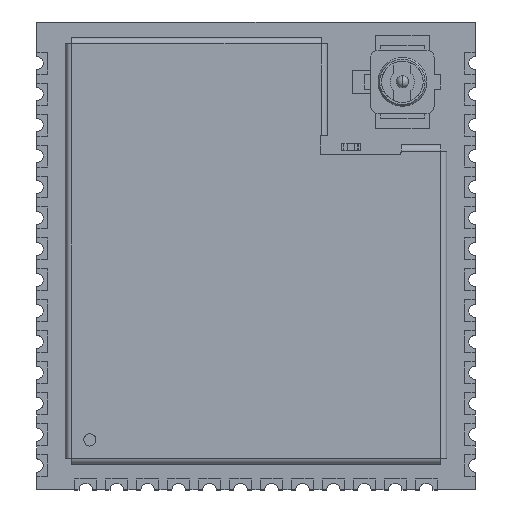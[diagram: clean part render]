
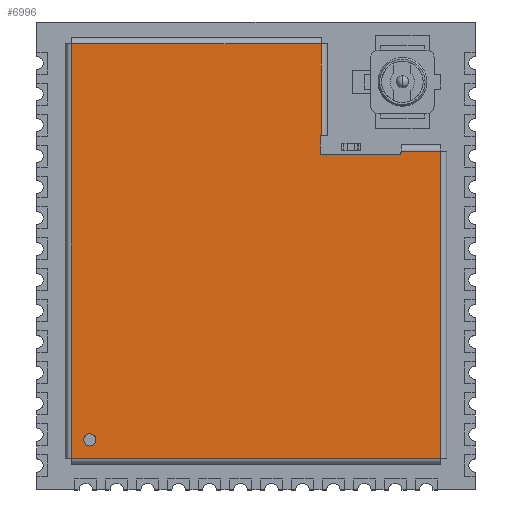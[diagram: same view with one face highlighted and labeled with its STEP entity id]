
A CAD part, top view. The second image highlights one B-rep face of the part: STEP entity #6996.
In plain terms, the highlighted planar face has unit normal (0, 0, 1).
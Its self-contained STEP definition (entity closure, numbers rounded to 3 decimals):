
#338 = PLANE ( 'NONE',  #70760 ) ;
#1513 = VERTEX_POINT ( 'NONE', #26786 ) ;
#2099 = ORIENTED_EDGE ( 'NONE', *, *, #26063, .T. ) ;
#3507 = CARTESIAN_POINT ( 'NONE',  ( 10.45, 13.4, 2.4 ) ) ;
#4942 = VECTOR ( 'NONE', #39464, 1000. ) ;
#5536 = EDGE_CURVE ( 'NONE', #53991, #26827, #23690, .T. ) ;
#5901 = CARTESIAN_POINT ( 'NONE',  ( 13.77, 12.8, 2.4 ) ) ;
#6027 = CARTESIAN_POINT ( 'NONE',  ( 0., 17.25, 2.4 ) ) ;
#6380 = VECTOR ( 'NONE', #48086, 1000. ) ;
#6668 = LINE ( 'NONE', #36354, #6380 ) ;
#6800 = ORIENTED_EDGE ( 'NONE', *, *, #59613, .T. ) ;
#6876 = VECTOR ( 'NONE', #7940, 1000. ) ;
#6996 = ADVANCED_FACE ( 'NONE', ( #12117, #18742 ), #338, .F. ) ;
#7940 = DIRECTION ( 'NONE',  ( 0., -1., 0. ) ) ;
#7970 = VERTEX_POINT ( 'NONE', #50881 ) ;
#8118 = VERTEX_POINT ( 'NONE', #45764 ) ;
#8682 = VERTEX_POINT ( 'NONE', #42438 ) ;
#10408 = EDGE_CURVE ( 'NONE', #8118, #7970, #28737, .T. ) ;
#11315 = CIRCLE ( 'NONE', #43726, 0.25 ) ;
#12117 = FACE_OUTER_BOUND ( 'NONE', #68417, .T. ) ;
#12194 = VECTOR ( 'NONE', #29127, 1000. ) ;
#12239 = DIRECTION ( 'NONE',  ( -1., 0., 0. ) ) ;
#12579 = VECTOR ( 'NONE', #28797, 1000. ) ;
#13005 = CARTESIAN_POINT ( 'NONE',  ( 13.77, -0.1, 2.4 ) ) ;
#13147 = EDGE_CURVE ( 'NONE', #45181, #8118, #20067, .T. ) ;
#13931 = ORIENTED_EDGE ( 'NONE', *, *, #5536, .F. ) ;
#15300 = CARTESIAN_POINT ( 'NONE',  ( 10.55, 12.8, 2.4 ) ) ;
#16037 = CARTESIAN_POINT ( 'NONE',  ( 10.55, 13.4, 2.4 ) ) ;
#16698 = ORIENTED_EDGE ( 'NONE', *, *, #76377, .T. ) ;
#16966 = ORIENTED_EDGE ( 'NONE', *, *, #63317, .T. ) ;
#17125 = EDGE_CURVE ( 'NONE', #7970, #28965, #37443, .T. ) ;
#17659 = VERTEX_POINT ( 'NONE', #58472 ) ;
#17754 = ORIENTED_EDGE ( 'NONE', *, *, #73307, .T. ) ;
#18106 = LINE ( 'NONE', #6027, #27294 ) ;
#18742 = FACE_BOUND ( 'NONE', #23590, .T. ) ;
#19199 = DIRECTION ( 'NONE',  ( 0., 0., -1. ) ) ;
#20067 = LINE ( 'NONE', #50540, #57468 ) ;
#20631 = CARTESIAN_POINT ( 'NONE',  ( 0.25, -0.1, 2.4 ) ) ;
#21017 = ORIENTED_EDGE ( 'NONE', *, *, #13147, .T. ) ;
#23590 = EDGE_LOOP ( 'NONE', ( #38454, #77027 ) ) ;
#23690 = LINE ( 'NONE', #70169, #12579 ) ;
#24402 = CARTESIAN_POINT ( 'NONE',  ( 13.67, 12.7, 2.4 ) ) ;
#25619 = EDGE_CURVE ( 'NONE', #38874, #27248, #56275, .T. ) ;
#26063 = EDGE_CURVE ( 'NONE', #8682, #45181, #74092, .T. ) ;
#26617 = EDGE_CURVE ( 'NONE', #17659, #76815, #11315, .T. ) ;
#26786 = CARTESIAN_POINT ( 'NONE',  ( 10.5, 13.487, 2.4 ) ) ;
#26827 = VERTEX_POINT ( 'NONE', #24402 ) ;
#27248 = VERTEX_POINT ( 'NONE', #27802 ) ;
#27294 = VECTOR ( 'NONE', #12239, 1000. ) ;
#27802 = CARTESIAN_POINT ( 'NONE',  ( 10.45, 12.8, 2.4 ) ) ;
#28737 = LINE ( 'NONE', #76334, #12194 ) ;
#28797 = DIRECTION ( 'NONE',  ( 1., 0., 0. ) ) ;
#28965 = VERTEX_POINT ( 'NONE', #54100 ) ;
#29127 = DIRECTION ( 'NONE',  ( 0., 1., 0. ) ) ;
#29977 = VECTOR ( 'NONE', #74475, 1000. ) ;
#30070 = CARTESIAN_POINT ( 'NONE',  ( 0.25, 0.25, 2.4 ) ) ;
#31285 = VECTOR ( 'NONE', #62029, 1000. ) ;
#31972 = ORIENTED_EDGE ( 'NONE', *, *, #17125, .T. ) ;
#32237 = ORIENTED_EDGE ( 'NONE', *, *, #25619, .F. ) ;
#32426 = CARTESIAN_POINT ( 'NONE',  ( 0.999, 0.999, 2.4 ) ) ;
#33735 = VERTEX_POINT ( 'NONE', #5901 ) ;
#33802 = AXIS2_PLACEMENT_3D ( 'NONE', #16037, #75738, #64052 ) ;
#33990 = CARTESIAN_POINT ( 'NONE',  ( 0.999, 0.999, 2.4 ) ) ;
#35488 = AXIS2_PLACEMENT_3D ( 'NONE', #49322, #19199, #60604 ) ;
#35697 = CIRCLE ( 'NONE', #68146, 0.1 ) ;
#36146 = EDGE_CURVE ( 'NONE', #38874, #1513, #40030, .T. ) ;
#36354 = CARTESIAN_POINT ( 'NONE',  ( 10.5, -0.1, 2.4 ) ) ;
#37258 = DIRECTION ( 'NONE',  ( 1., 0., 0. ) ) ;
#37443 = LINE ( 'NONE', #66337, #31285 ) ;
#38054 = AXIS2_PLACEMENT_3D ( 'NONE', #32426, #56217, #72992 ) ;
#38454 = ORIENTED_EDGE ( 'NONE', *, *, #59985, .F. ) ;
#38874 = VERTEX_POINT ( 'NONE', #3507 ) ;
#39464 = DIRECTION ( 'NONE',  ( 0., -1., 0. ) ) ;
#39474 = DIRECTION ( 'NONE',  ( 0., 0., 1. ) ) ;
#40030 = CIRCLE ( 'NONE', #33802, 0.1 ) ;
#42183 = CARTESIAN_POINT ( 'NONE',  ( 0., -0.1, 2.4 ) ) ;
#42267 = VERTEX_POINT ( 'NONE', #52911 ) ;
#42438 = CARTESIAN_POINT ( 'NONE',  ( 0.25, 17.25, 2.4 ) ) ;
#42439 = ORIENTED_EDGE ( 'NONE', *, *, #68537, .T. ) ;
#43726 = AXIS2_PLACEMENT_3D ( 'NONE', #33990, #39474, #63266 ) ;
#45181 = VERTEX_POINT ( 'NONE', #30070 ) ;
#45764 = CARTESIAN_POINT ( 'NONE',  ( 15.4, 0.25, 2.4 ) ) ;
#48079 = DIRECTION ( 'NONE',  ( 0., 0., -1. ) ) ;
#48086 = DIRECTION ( 'NONE',  ( 0., 1., 0. ) ) ;
#49322 = CARTESIAN_POINT ( 'NONE',  ( 13.67, 12.8, 2.4 ) ) ;
#50500 = DIRECTION ( 'NONE',  ( 0., 0., -1. ) ) ;
#50540 = CARTESIAN_POINT ( 'NONE',  ( 0., 0.25, 2.4 ) ) ;
#50881 = CARTESIAN_POINT ( 'NONE',  ( 15.4, 12.85, 2.4 ) ) ;
#50882 = DIRECTION ( 'NONE',  ( -1., 0., 0. ) ) ;
#52911 = CARTESIAN_POINT ( 'NONE',  ( 10.5, 17.25, 2.4 ) ) ;
#53991 = VERTEX_POINT ( 'NONE', #66767 ) ;
#54100 = CARTESIAN_POINT ( 'NONE',  ( 13.77, 12.85, 2.4 ) ) ;
#56217 = DIRECTION ( 'NONE',  ( 0., 0., 1. ) ) ;
#56275 = LINE ( 'NONE', #57026, #4942 ) ;
#56684 = CIRCLE ( 'NONE', #35488, 0.1 ) ;
#57026 = CARTESIAN_POINT ( 'NONE',  ( 10.45, 13.4, 2.4 ) ) ;
#57468 = VECTOR ( 'NONE', #37258, 1000. ) ;
#58472 = CARTESIAN_POINT ( 'NONE',  ( 0.749, 0.999, 2.4 ) ) ;
#59613 = EDGE_CURVE ( 'NONE', #33735, #26827, #56684, .T. ) ;
#59985 = EDGE_CURVE ( 'NONE', #76815, #17659, #66676, .T. ) ;
#60171 = DIRECTION ( 'NONE',  ( 0., -1., 0. ) ) ;
#60604 = DIRECTION ( 'NONE',  ( -1., 0., 0. ) ) ;
#62029 = DIRECTION ( 'NONE',  ( -1., 0., 0. ) ) ;
#63170 = ORIENTED_EDGE ( 'NONE', *, *, #36146, .T. ) ;
#63266 = DIRECTION ( 'NONE',  ( -1., 0., 0. ) ) ;
#63317 = EDGE_CURVE ( 'NONE', #53991, #27248, #35697, .T. ) ;
#64052 = DIRECTION ( 'NONE',  ( -1., 0., 0. ) ) ;
#64698 = ORIENTED_EDGE ( 'NONE', *, *, #10408, .T. ) ;
#66337 = CARTESIAN_POINT ( 'NONE',  ( 0., 12.85, 2.4 ) ) ;
#66676 = CIRCLE ( 'NONE', #38054, 0.25 ) ;
#66767 = CARTESIAN_POINT ( 'NONE',  ( 10.55, 12.7, 2.4 ) ) ;
#68146 = AXIS2_PLACEMENT_3D ( 'NONE', #15300, #50500, #50882 ) ;
#68417 = EDGE_LOOP ( 'NONE', ( #32237, #63170, #16698, #17754, #2099, #21017, #64698, #31972, #42439, #6800, #13931, #16966 ) ) ;
#68537 = EDGE_CURVE ( 'NONE', #28965, #33735, #73526, .T. ) ;
#70169 = CARTESIAN_POINT ( 'NONE',  ( 10.45, 12.7, 2.4 ) ) ;
#70760 = AXIS2_PLACEMENT_3D ( 'NONE', #42183, #48079, #60171 ) ;
#72992 = DIRECTION ( 'NONE',  ( -1., 0., 0. ) ) ;
#73307 = EDGE_CURVE ( 'NONE', #42267, #8682, #18106, .T. ) ;
#73526 = LINE ( 'NONE', #13005, #6876 ) ;
#74092 = LINE ( 'NONE', #20631, #29977 ) ;
#74475 = DIRECTION ( 'NONE',  ( 0., -1., 0. ) ) ;
#75340 = CARTESIAN_POINT ( 'NONE',  ( 1.249, 0.999, 2.4 ) ) ;
#75738 = DIRECTION ( 'NONE',  ( 0., 0., -1. ) ) ;
#76334 = CARTESIAN_POINT ( 'NONE',  ( 15.4, -0.1, 2.4 ) ) ;
#76377 = EDGE_CURVE ( 'NONE', #1513, #42267, #6668, .T. ) ;
#76815 = VERTEX_POINT ( 'NONE', #75340 ) ;
#77027 = ORIENTED_EDGE ( 'NONE', *, *, #26617, .F. ) ;
